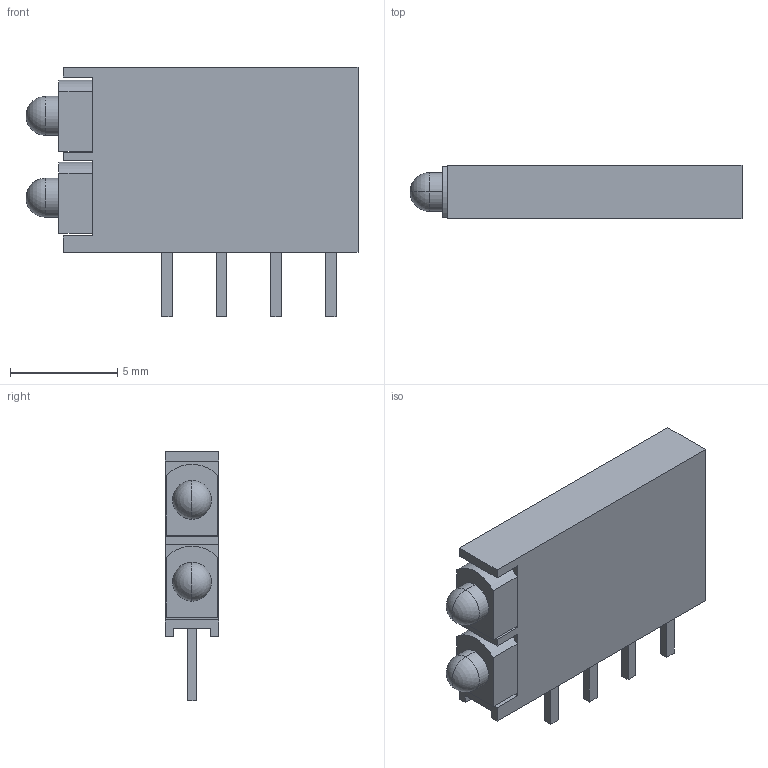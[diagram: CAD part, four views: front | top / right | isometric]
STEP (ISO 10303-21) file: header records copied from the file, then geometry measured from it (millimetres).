
FILE_DESCRIPTION((''),'2;1');
FILE_NAME('LED_DIALIGHT_571-0132F.stp','2014-07-17T09:25:44',(''),(''),'Mechanical Desktop 2011','Mechanical Desktop 2011',', , ');
FILE_SCHEMA(('AUTOMOTIVE_DESIGN { 1 2 10303 214 1 1 1 1 }'));
Length unit declared in the file: millimetre
Products named in the file (1): Product
Bounding box: 15.44 x 2.49 x 11.61 mm (x, y, z)
Volume: 293.7 mm3; surface area: 463.2 mm2
Topology: 9 solids, 9 shells, 64 faces, 140 edges, 90 vertices
Faces by surface type: plane 29, bspline 25, cylinder 6, sphere 4
Entity records: 1758 total; most frequent: CARTESIAN_POINT 366, ORIENTED_EDGE 272, DIRECTION 232, EDGE_CURVE 136, VECTOR 120, LINE 120, VERTEX_POINT 90, EDGE_LOOP 64
